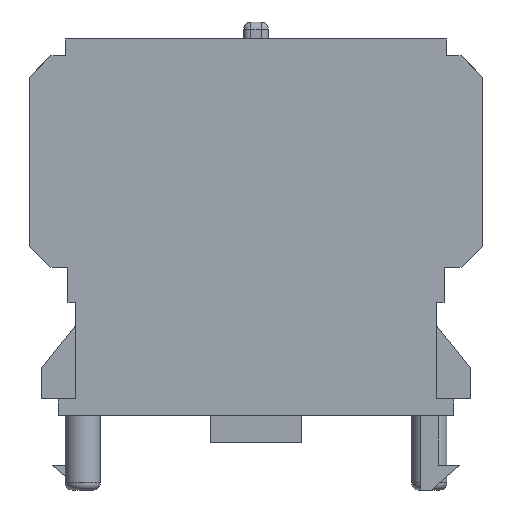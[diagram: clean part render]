
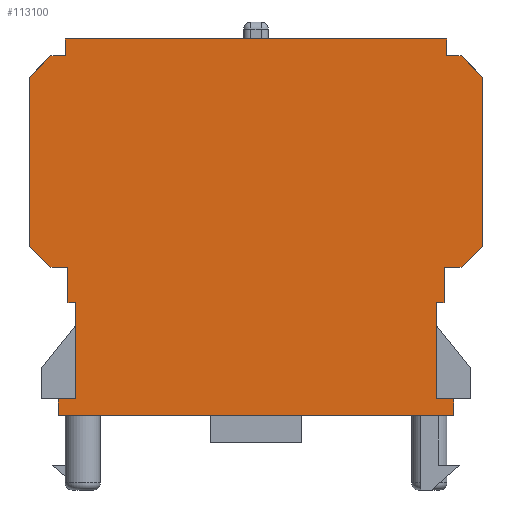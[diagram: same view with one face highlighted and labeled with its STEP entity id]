
A CAD part, left-side view. The second image highlights one B-rep face of the part: STEP entity #113100.
In plain terms, the highlighted planar face has unit normal (-1, 0, 0).
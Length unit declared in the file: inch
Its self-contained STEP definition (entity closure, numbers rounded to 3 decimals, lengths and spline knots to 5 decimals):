
#32760=CARTESIAN_POINT('',(-0.72343,-0.5315,0.84252));
#32761=VERTEX_POINT('',#32760);
#32762=CARTESIAN_POINT('',(-0.72343,0.5315,0.84252));
#32763=VERTEX_POINT('',#32762);
#32764=CARTESIAN_POINT('',(-0.72343,-0.5315,0.84252));
#32765=DIRECTION('',(0.0,1.0,0.0));
#32766=VECTOR('',#32765,1.06299);
#32767=LINE('',#32764,#32766);
#32768=EDGE_CURVE('',#32761,#32763,#32767,.T.);
#44996=CARTESIAN_POINT('',(-0.72343,0.5315,0.79528));
#44997=VERTEX_POINT('',#44996);
#45004=CARTESIAN_POINT('',(-0.72343,0.5315,0.84252));
#45005=DIRECTION('',(0.0,0.0,-1.0));
#45006=VECTOR('',#45005,0.04724);
#45007=LINE('',#45004,#45006);
#45008=EDGE_CURVE('',#32763,#44997,#45007,.T.);
#45019=CARTESIAN_POINT('',(-0.72343,-0.5315,0.79528));
#45020=VERTEX_POINT('',#45019);
#45021=CARTESIAN_POINT('',(-0.72343,-0.5315,0.84252));
#45022=DIRECTION('',(0.0,0.0,-1.0));
#45023=VECTOR('',#45022,0.04724);
#45024=LINE('',#45021,#45023);
#45025=EDGE_CURVE('',#32761,#45020,#45024,.T.);
#45218=CARTESIAN_POINT('',(-0.72343,-0.57087,0.79528));
#45219=VERTEX_POINT('',#45218);
#45220=CARTESIAN_POINT('',(-0.72343,-0.57087,0.79528));
#45221=DIRECTION('',(0.0,1.0,0.0));
#45222=VECTOR('',#45221,0.03937);
#45223=LINE('',#45220,#45222);
#45224=EDGE_CURVE('',#45219,#45020,#45223,.T.);
#45288=CARTESIAN_POINT('',(-0.72343,0.57087,0.79528));
#45289=VERTEX_POINT('',#45288);
#45296=CARTESIAN_POINT('',(-0.72343,0.5315,0.79528));
#45297=DIRECTION('',(0.0,1.0,0.0));
#45298=VECTOR('',#45297,0.03937);
#45299=LINE('',#45296,#45298);
#45300=EDGE_CURVE('',#44997,#45289,#45299,.T.);
#77555=CARTESIAN_POINT('',(-0.72343,-0.50197,-0.15945));
#77556=VERTEX_POINT('',#77555);
#77563=CARTESIAN_POINT('',(-0.72343,-0.55118,-0.15945));
#77564=VERTEX_POINT('',#77563);
#77565=CARTESIAN_POINT('',(-0.72343,-0.50197,-0.15945));
#77566=DIRECTION('',(0.0,-1.0,0.0));
#77567=VECTOR('',#77566,0.04921);
#77568=LINE('',#77565,#77567);
#77569=EDGE_CURVE('',#77556,#77564,#77568,.T.);
#78099=CARTESIAN_POINT('',(-0.72343,0.55118,-0.15945));
#78100=VERTEX_POINT('',#78099);
#78107=CARTESIAN_POINT('',(-0.72343,0.50197,-0.15945));
#78108=VERTEX_POINT('',#78107);
#78109=CARTESIAN_POINT('',(-0.72343,0.50197,-0.15945));
#78110=DIRECTION('',(0.0,1.0,0.0));
#78111=VECTOR('',#78110,0.04921);
#78112=LINE('',#78109,#78111);
#78113=EDGE_CURVE('',#78108,#78100,#78112,.T.);
#88607=CARTESIAN_POINT('',(-0.72343,0.52362,0.20669));
#88608=VERTEX_POINT('',#88607);
#88617=CARTESIAN_POINT('',(-0.72343,0.57087,0.20669));
#88618=VERTEX_POINT('',#88617);
#88619=CARTESIAN_POINT('',(-0.72343,0.57087,0.20669));
#88620=DIRECTION('',(0.0,-1.0,0.0));
#88621=VECTOR('',#88620,0.04724);
#88622=LINE('',#88619,#88621);
#88623=EDGE_CURVE('',#88618,#88608,#88622,.T.);
#88807=CARTESIAN_POINT('',(-0.72343,0.62992,0.73622));
#88808=VERTEX_POINT('',#88807);
#88809=CARTESIAN_POINT('',(-0.72343,0.62992,0.73622));
#88810=DIRECTION('',(0.0,-0.707,0.707));
#88811=VECTOR('',#88810,0.08352);
#88812=LINE('',#88809,#88811);
#88813=EDGE_CURVE('',#88808,#45289,#88812,.T.);
#88910=CARTESIAN_POINT('',(-0.72343,0.62992,0.26575));
#88911=VERTEX_POINT('',#88910);
#88918=CARTESIAN_POINT('',(-0.72343,0.62992,0.26575));
#88919=DIRECTION('',(0.0,0.0,1.0));
#88920=VECTOR('',#88919,0.47047);
#88921=LINE('',#88918,#88920);
#88922=EDGE_CURVE('',#88911,#88808,#88921,.T.);
#88932=CARTESIAN_POINT('',(-0.72343,0.57087,0.20669));
#88933=DIRECTION('',(0.0,0.707,0.707));
#88934=VECTOR('',#88933,0.08352);
#88935=LINE('',#88932,#88934);
#88936=EDGE_CURVE('',#88618,#88911,#88935,.T.);
#90425=CARTESIAN_POINT('',(-0.72343,-0.62992,0.73622));
#90426=VERTEX_POINT('',#90425);
#90427=CARTESIAN_POINT('',(-0.72343,-0.57087,0.79528));
#90428=DIRECTION('',(0.0,-0.707,-0.707));
#90429=VECTOR('',#90428,0.08352);
#90430=LINE('',#90427,#90429);
#90431=EDGE_CURVE('',#45219,#90426,#90430,.T.);
#90521=CARTESIAN_POINT('',(-0.72343,-0.62992,0.26575));
#90522=VERTEX_POINT('',#90521);
#90523=CARTESIAN_POINT('',(-0.72343,-0.62992,0.26575));
#90524=DIRECTION('',(0.0,0.0,1.0));
#90525=VECTOR('',#90524,0.47047);
#90526=LINE('',#90523,#90525);
#90527=EDGE_CURVE('',#90522,#90426,#90526,.T.);
#90569=CARTESIAN_POINT('',(-0.72343,-0.57087,0.20669));
#90570=VERTEX_POINT('',#90569);
#90571=CARTESIAN_POINT('',(-0.72343,-0.62992,0.26575));
#90572=DIRECTION('',(0.,0.707,-0.707));
#90573=VECTOR('',#90572,0.08352);
#90574=LINE('',#90571,#90573);
#90575=EDGE_CURVE('',#90522,#90570,#90574,.T.);
#90591=CARTESIAN_POINT('',(-0.72343,-0.52362,0.20669));
#90592=VERTEX_POINT('',#90591);
#90608=CARTESIAN_POINT('',(-0.72343,-0.52362,0.20669));
#90609=DIRECTION('',(0.0,-1.0,0.0));
#90610=VECTOR('',#90609,0.04724);
#90611=LINE('',#90608,#90610);
#90612=EDGE_CURVE('',#90592,#90570,#90611,.T.);
#105338=CARTESIAN_POINT('',(-0.72343,0.50197,0.10827));
#105339=VERTEX_POINT('',#105338);
#105346=CARTESIAN_POINT('',(-0.72343,0.52362,0.10827));
#105347=VERTEX_POINT('',#105346);
#105348=CARTESIAN_POINT('',(-0.72343,0.50197,0.10827));
#105349=DIRECTION('',(0.0,1.0,0.0));
#105350=VECTOR('',#105349,0.02165);
#105351=LINE('',#105348,#105350);
#105352=EDGE_CURVE('',#105339,#105347,#105351,.T.);
#105445=CARTESIAN_POINT('',(-0.72343,-0.55118,-0.20669));
#105446=VERTEX_POINT('',#105445);
#105453=CARTESIAN_POINT('',(-0.72343,0.55118,-0.20669));
#105454=VERTEX_POINT('',#105453);
#105455=CARTESIAN_POINT('',(-0.72343,0.55118,-0.20669));
#105456=DIRECTION('',(0.0,-1.0,0.0));
#105457=VECTOR('',#105456,1.10236);
#105458=LINE('',#105455,#105457);
#105459=EDGE_CURVE('',#105454,#105446,#105458,.T.);
#108348=CARTESIAN_POINT('',(-0.72343,0.52362,0.10827));
#108349=DIRECTION('',(0.0,0.0,1.0));
#108350=VECTOR('',#108349,0.09843);
#108351=LINE('',#108348,#108350);
#108352=EDGE_CURVE('',#105347,#88608,#108351,.T.);
#108513=CARTESIAN_POINT('',(-0.72343,0.55118,-0.20669));
#108514=DIRECTION('',(0.0,0.0,1.0));
#108515=VECTOR('',#108514,0.04724);
#108516=LINE('',#108513,#108515);
#108517=EDGE_CURVE('',#105454,#78100,#108516,.T.);
#108876=CARTESIAN_POINT('',(-0.72343,-0.52362,0.10827));
#108877=VERTEX_POINT('',#108876);
#108884=CARTESIAN_POINT('',(-0.72343,-0.50197,0.10827));
#108885=VERTEX_POINT('',#108884);
#108886=CARTESIAN_POINT('',(-0.72343,-0.50197,0.10827));
#108887=DIRECTION('',(0.0,-1.0,0.0));
#108888=VECTOR('',#108887,0.02165);
#108889=LINE('',#108886,#108888);
#108890=EDGE_CURVE('',#108885,#108877,#108889,.T.);
#110008=CARTESIAN_POINT('',(-0.72343,-0.55118,-0.20669));
#110009=DIRECTION('',(0.0,0.0,1.0));
#110010=VECTOR('',#110009,0.04724);
#110011=LINE('',#110008,#110010);
#110012=EDGE_CURVE('',#105446,#77564,#110011,.T.);
#110088=CARTESIAN_POINT('',(-0.72343,-0.50197,0.10827));
#110089=DIRECTION('',(0.0,0.0,-1.0));
#110090=VECTOR('',#110089,0.26772);
#110091=LINE('',#110088,#110090);
#110092=EDGE_CURVE('',#108885,#77556,#110091,.T.);
#111404=CARTESIAN_POINT('',(-0.72343,-0.52362,0.10827));
#111405=DIRECTION('',(0.0,0.0,1.0));
#111406=VECTOR('',#111405,0.09843);
#111407=LINE('',#111404,#111406);
#111408=EDGE_CURVE('',#108877,#90592,#111407,.T.);
#113064=CARTESIAN_POINT('',(-0.72343,-0.50197,0.0));
#113065=DIRECTION('',(-1.0,0.0,0.0));
#113066=DIRECTION('',(0.0,0.0,1.0));
#113067=AXIS2_PLACEMENT_3D('',#113064,#113065,#113066);
#113068=PLANE('',#113067);
#113069=ORIENTED_EDGE('',*,*,#108352,.F.);
#113070=ORIENTED_EDGE('',*,*,#105352,.F.);
#113071=CARTESIAN_POINT('',(-0.72343,0.50197,-0.15945));
#113072=DIRECTION('',(0.0,0.0,1.0));
#113073=VECTOR('',#113072,0.26772);
#113074=LINE('',#113071,#113073);
#113075=EDGE_CURVE('',#78108,#105339,#113074,.T.);
#113076=ORIENTED_EDGE('',*,*,#113075,.F.);
#113077=ORIENTED_EDGE('',*,*,#78113,.T.);
#113078=ORIENTED_EDGE('',*,*,#108517,.F.);
#113079=ORIENTED_EDGE('',*,*,#105459,.T.);
#113080=ORIENTED_EDGE('',*,*,#110012,.T.);
#113081=ORIENTED_EDGE('',*,*,#77569,.F.);
#113082=ORIENTED_EDGE('',*,*,#110092,.F.);
#113083=ORIENTED_EDGE('',*,*,#108890,.T.);
#113084=ORIENTED_EDGE('',*,*,#111408,.T.);
#113085=ORIENTED_EDGE('',*,*,#90612,.T.);
#113086=ORIENTED_EDGE('',*,*,#90575,.F.);
#113087=ORIENTED_EDGE('',*,*,#90527,.T.);
#113088=ORIENTED_EDGE('',*,*,#90431,.F.);
#113089=ORIENTED_EDGE('',*,*,#45224,.T.);
#113090=ORIENTED_EDGE('',*,*,#45025,.F.);
#113091=ORIENTED_EDGE('',*,*,#32768,.T.);
#113092=ORIENTED_EDGE('',*,*,#45008,.T.);
#113093=ORIENTED_EDGE('',*,*,#45300,.T.);
#113094=ORIENTED_EDGE('',*,*,#88813,.F.);
#113095=ORIENTED_EDGE('',*,*,#88922,.F.);
#113096=ORIENTED_EDGE('',*,*,#88936,.F.);
#113097=ORIENTED_EDGE('',*,*,#88623,.T.);
#113098=EDGE_LOOP('',(#113069,#113070,#113076,#113077,#113078,#113079,#113080,#113081,#113082,#113083,#113084,#113085,#113086,#113087,#113088,#113089,#113090,#113091,#113092,#113093,#113094,#113095,#113096,#113097));
#113099=FACE_OUTER_BOUND('',#113098,.T.);
#113100=ADVANCED_FACE('',(#113099),#113068,.T.);
